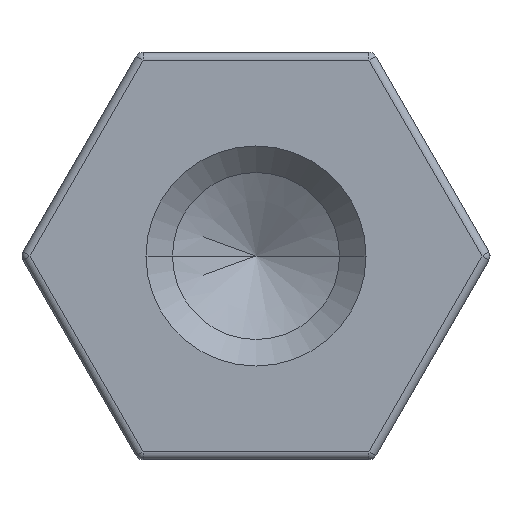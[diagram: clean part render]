
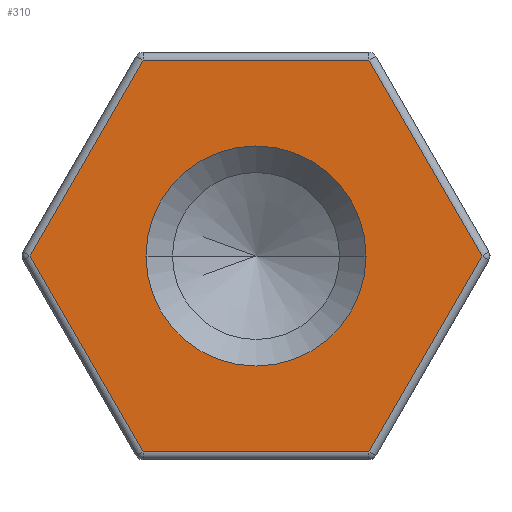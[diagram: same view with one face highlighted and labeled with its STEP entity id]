
A CAD part, left-side view. The second image highlights one B-rep face of the part: STEP entity #310.
In plain terms, the highlighted planar face has unit normal (-1, 0, 0).
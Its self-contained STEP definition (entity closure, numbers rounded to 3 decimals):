
#15 = EDGE_LOOP ( 'NONE', ( #43, #1031 ) ) ;
#43 = ORIENTED_EDGE ( 'NONE', *, *, #331, .T. ) ;
#78 = FACE_BOUND ( 'NONE', #15, .T. ) ;
#137 = CARTESIAN_POINT ( 'NONE',  ( 0., 1.386, -2.4 ) ) ;
#188 = DIRECTION ( 'NONE',  ( 0., -1., 0. ) ) ;
#279 = LINE ( 'NONE', #1287, #921 ) ;
#310 = ADVANCED_FACE ( 'NONE', ( #1330, #78 ), #546, .F. ) ;
#326 = EDGE_CURVE ( 'NONE', #367, #369, #808, .T. ) ;
#331 = EDGE_CURVE ( 'NONE', #937, #950, #1005, .T. ) ;
#335 = EDGE_CURVE ( 'NONE', #369, #1436, #405, .T. ) ;
#338 = LINE ( 'NONE', #1255, #1153 ) ;
#367 = VERTEX_POINT ( 'NONE', #1132 ) ;
#369 = VERTEX_POINT ( 'NONE', #1064 ) ;
#405 = LINE ( 'NONE', #905, #987 ) ;
#406 = DIRECTION ( 'NONE',  ( 1., 0., 0. ) ) ;
#409 = ORIENTED_EDGE ( 'NONE', *, *, #513, .T. ) ;
#417 = DIRECTION ( 'NONE',  ( 1., 0., 0. ) ) ;
#424 = DIRECTION ( 'NONE',  ( 0., 1., 0. ) ) ;
#464 = CARTESIAN_POINT ( 'NONE',  ( 0., 0., 0. ) ) ;
#496 = EDGE_CURVE ( 'NONE', #811, #1194, #338, .T. ) ;
#497 = CARTESIAN_POINT ( 'NONE',  ( 0., 1.386, 2.4 ) ) ;
#498 = EDGE_CURVE ( 'NONE', #1194, #367, #1386, .T. ) ;
#507 = EDGE_CURVE ( 'NONE', #1436, #1236, #712, .T. ) ;
#513 = EDGE_CURVE ( 'NONE', #1236, #811, #279, .T. ) ;
#520 = CARTESIAN_POINT ( 'NONE',  ( 0., -2.078, 1.2 ) ) ;
#526 = EDGE_CURVE ( 'NONE', #950, #937, #946, .T. ) ;
#546 = PLANE ( 'NONE',  #1406 ) ;
#597 = CARTESIAN_POINT ( 'NONE',  ( 0., 1.35, 0. ) ) ;
#599 = CARTESIAN_POINT ( 'NONE',  ( 0., 0., 0. ) ) ;
#613 = AXIS2_PLACEMENT_3D ( 'NONE', #884, #865, #802 ) ;
#663 = VECTOR ( 'NONE', #1303, 1000. ) ;
#666 = AXIS2_PLACEMENT_3D ( 'NONE', #599, #406, #731 ) ;
#712 = LINE ( 'NONE', #1326, #1357 ) ;
#731 = DIRECTION ( 'NONE',  ( 0., 1., 0. ) ) ;
#740 = ORIENTED_EDGE ( 'NONE', *, *, #335, .T. ) ;
#775 = ORIENTED_EDGE ( 'NONE', *, *, #498, .T. ) ;
#802 = DIRECTION ( 'NONE',  ( 0., 1., 0. ) ) ;
#808 = LINE ( 'NONE', #520, #1027 ) ;
#811 = VERTEX_POINT ( 'NONE', #137 ) ;
#844 = CARTESIAN_POINT ( 'NONE',  ( 0., -1.35, 0. ) ) ;
#865 = DIRECTION ( 'NONE',  ( 1., 0., 0. ) ) ;
#884 = CARTESIAN_POINT ( 'NONE',  ( 0., 0., 0. ) ) ;
#901 = EDGE_LOOP ( 'NONE', ( #1401, #740, #1195, #409, #1266, #775 ) ) ;
#905 = CARTESIAN_POINT ( 'NONE',  ( 0., 0., 2.4 ) ) ;
#921 = VECTOR ( 'NONE', #1261, 1000. ) ;
#937 = VERTEX_POINT ( 'NONE', #597 ) ;
#946 = CIRCLE ( 'NONE', #613, 1.35 ) ;
#950 = VERTEX_POINT ( 'NONE', #844 ) ;
#987 = VECTOR ( 'NONE', #1058, 1000. ) ;
#1005 = CIRCLE ( 'NONE', #666, 1.35 ) ;
#1027 = VECTOR ( 'NONE', #1224, 1000. ) ;
#1031 = ORIENTED_EDGE ( 'NONE', *, *, #526, .T. ) ;
#1058 = DIRECTION ( 'NONE',  ( 0., 1., 0. ) ) ;
#1064 = CARTESIAN_POINT ( 'NONE',  ( 0., -1.386, 2.4 ) ) ;
#1086 = CARTESIAN_POINT ( 'NONE',  ( 0., -1.386, -2.4 ) ) ;
#1132 = CARTESIAN_POINT ( 'NONE',  ( 0., -2.771, 0. ) ) ;
#1153 = VECTOR ( 'NONE', #188, 1000. ) ;
#1194 = VERTEX_POINT ( 'NONE', #1086 ) ;
#1195 = ORIENTED_EDGE ( 'NONE', *, *, #507, .T. ) ;
#1224 = DIRECTION ( 'NONE',  ( 0., 0.5, 0.866 ) ) ;
#1236 = VERTEX_POINT ( 'NONE', #1438 ) ;
#1255 = CARTESIAN_POINT ( 'NONE',  ( 0., 0., -2.4 ) ) ;
#1261 = DIRECTION ( 'NONE',  ( 0., -0.5, -0.866 ) ) ;
#1266 = ORIENTED_EDGE ( 'NONE', *, *, #496, .T. ) ;
#1274 = DIRECTION ( 'NONE',  ( 0., 0.5, -0.866 ) ) ;
#1287 = CARTESIAN_POINT ( 'NONE',  ( 0., 2.078, -1.2 ) ) ;
#1303 = DIRECTION ( 'NONE',  ( 0., -0.5, 0.866 ) ) ;
#1326 = CARTESIAN_POINT ( 'NONE',  ( 0., 2.078, 1.2 ) ) ;
#1330 = FACE_OUTER_BOUND ( 'NONE', #901, .T. ) ;
#1357 = VECTOR ( 'NONE', #1274, 1000. ) ;
#1383 = CARTESIAN_POINT ( 'NONE',  ( 0., -2.078, -1.2 ) ) ;
#1386 = LINE ( 'NONE', #1383, #663 ) ;
#1401 = ORIENTED_EDGE ( 'NONE', *, *, #326, .T. ) ;
#1406 = AXIS2_PLACEMENT_3D ( 'NONE', #464, #417, #424 ) ;
#1436 = VERTEX_POINT ( 'NONE', #497 ) ;
#1438 = CARTESIAN_POINT ( 'NONE',  ( 0., 2.771, 0. ) ) ;
